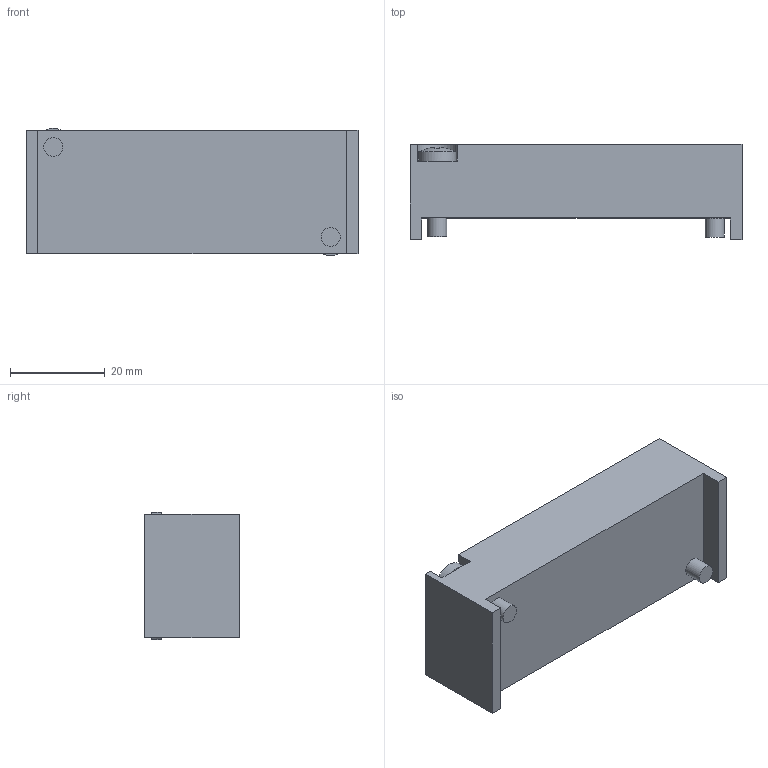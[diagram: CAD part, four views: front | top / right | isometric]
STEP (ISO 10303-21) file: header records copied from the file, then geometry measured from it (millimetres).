
FILE_DESCRIPTION((''),'2;1');
FILE_NAME('2630_10.stp','2006-01-04T10:24:50',('rivolro1'),(''),'Autodesk Inventor 10','Autodesk Inventor 10','');
FILE_SCHEMA(('AUTOMOTIVE_DESIGN { 1 0 10303 214 1 1 1 1 }'));
Length unit declared in the file: millimetre
Products named in the file (1): 2630_10
Bounding box: 70 x 20 x 26.8 mm (x, y, z)
Volume: 24018.2 mm3; surface area: 8867.8 mm2
Topology: 1 solids, 1 shells, 63 faces, 159 edges, 103 vertices
Faces by surface type: plane 46, bspline 11, cylinder 6
Full cylindrical faces by diameter (mm): 4 x2, 7.8 x2
Entity records: 2009 total; most frequent: CARTESIAN_POINT 613, ORIENTED_EDGE 286, DIRECTION 248, EDGE_CURVE 143, VERTEX_POINT 99, VECTOR 96, LINE 96, EDGE_LOOP 80
